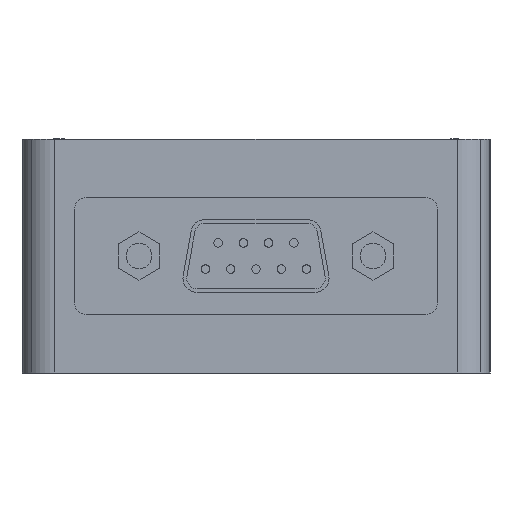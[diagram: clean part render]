
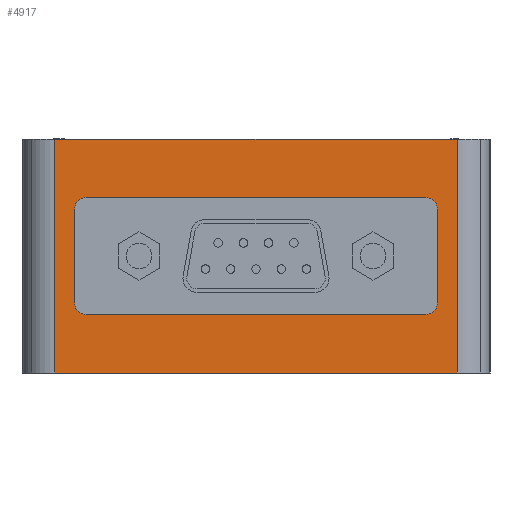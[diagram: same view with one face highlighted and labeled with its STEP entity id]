
A CAD part, left-side view. The second image highlights one B-rep face of the part: STEP entity #4917.
In plain terms, the highlighted planar face has unit normal (-1, 0, 0).
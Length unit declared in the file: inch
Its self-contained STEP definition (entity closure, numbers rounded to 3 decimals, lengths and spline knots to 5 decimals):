
#4102=CARTESIAN_POINT('',(0.,-0.76036,0.26464));
#4103=VERTEX_POINT('',#4102);
#4119=CARTESIAN_POINT('',(0.0,-0.725,0.25));
#4120=VERTEX_POINT('',#4119);
#4127=CARTESIAN_POINT('',(0.0,-0.725,0.3));
#4128=DIRECTION('',(1.0,0.,0.));
#4129=DIRECTION('',(0.,-0.707,-0.707));
#4130=AXIS2_PLACEMENT_3D('',#4127,#4128,#4129);
#4131=CIRCLE('',#4130,0.05);
#4132=EDGE_CURVE('',#4103,#4120,#4131,.T.);
#4144=CARTESIAN_POINT('',(0.,-0.76036,0.73536));
#4145=VERTEX_POINT('',#4144);
#4161=CARTESIAN_POINT('',(0.0,-0.775,0.7));
#4162=VERTEX_POINT('',#4161);
#4169=CARTESIAN_POINT('',(0.0,-0.725,0.7));
#4170=DIRECTION('',(1.,0.,0.));
#4171=DIRECTION('',(0.,-0.707,0.707));
#4172=AXIS2_PLACEMENT_3D('',#4169,#4170,#4171);
#4173=CIRCLE('',#4172,0.05);
#4174=EDGE_CURVE('',#4145,#4162,#4173,.T.);
#4186=CARTESIAN_POINT('',(0.,0.76036,0.26464));
#4187=VERTEX_POINT('',#4186);
#4203=CARTESIAN_POINT('',(0.0,0.775,0.3));
#4204=VERTEX_POINT('',#4203);
#4211=CARTESIAN_POINT('',(0.0,0.725,0.3));
#4212=DIRECTION('',(1.,0.,0.));
#4213=DIRECTION('',(0.,0.707,-0.707));
#4214=AXIS2_PLACEMENT_3D('',#4211,#4212,#4213);
#4215=CIRCLE('',#4214,0.05);
#4216=EDGE_CURVE('',#4187,#4204,#4215,.T.);
#4228=CARTESIAN_POINT('',(0.,0.76036,0.73536));
#4229=VERTEX_POINT('',#4228);
#4245=CARTESIAN_POINT('',(0.0,0.725,0.75));
#4246=VERTEX_POINT('',#4245);
#4253=CARTESIAN_POINT('',(0.0,0.725,0.7));
#4254=DIRECTION('',(1.0,0.,0.));
#4255=DIRECTION('',(0.,0.707,0.707));
#4256=AXIS2_PLACEMENT_3D('',#4253,#4254,#4255);
#4257=CIRCLE('',#4256,0.05);
#4258=EDGE_CURVE('',#4229,#4246,#4257,.T.);
#4269=CARTESIAN_POINT('',(0.0,0.775,0.7));
#4270=VERTEX_POINT('',#4269);
#4271=CARTESIAN_POINT('',(0.0,0.725,0.7));
#4272=DIRECTION('',(1.0,0.,0.));
#4273=DIRECTION('',(0.,0.707,0.707));
#4274=AXIS2_PLACEMENT_3D('',#4271,#4272,#4273);
#4275=CIRCLE('',#4274,0.05);
#4276=EDGE_CURVE('',#4270,#4229,#4275,.T.);
#4302=CARTESIAN_POINT('',(0.0,0.775,0.3));
#4303=DIRECTION('',(0.0,0.0,1.0));
#4304=VECTOR('',#4303,0.4);
#4305=LINE('',#4302,#4304);
#4306=EDGE_CURVE('',#4204,#4270,#4305,.T.);
#4324=CARTESIAN_POINT('',(0.0,0.725,0.25));
#4325=VERTEX_POINT('',#4324);
#4326=CARTESIAN_POINT('',(0.0,0.725,0.3));
#4327=DIRECTION('',(1.,0.,0.));
#4328=DIRECTION('',(0.,0.707,-0.707));
#4329=AXIS2_PLACEMENT_3D('',#4326,#4327,#4328);
#4330=CIRCLE('',#4329,0.05);
#4331=EDGE_CURVE('',#4325,#4187,#4330,.T.);
#4357=CARTESIAN_POINT('',(0.0,-0.725,0.75));
#4358=VERTEX_POINT('',#4357);
#4359=CARTESIAN_POINT('',(0.0,-0.725,0.7));
#4360=DIRECTION('',(1.,0.,0.));
#4361=DIRECTION('',(0.,-0.707,0.707));
#4362=AXIS2_PLACEMENT_3D('',#4359,#4360,#4361);
#4363=CIRCLE('',#4362,0.05);
#4364=EDGE_CURVE('',#4358,#4145,#4363,.T.);
#4434=CARTESIAN_POINT('',(0.0,-0.775,0.3));
#4435=VERTEX_POINT('',#4434);
#4442=CARTESIAN_POINT('',(0.0,-0.775,0.7));
#4443=DIRECTION('',(0.0,0.0,-1.0));
#4444=VECTOR('',#4443,0.4);
#4445=LINE('',#4442,#4444);
#4446=EDGE_CURVE('',#4162,#4435,#4445,.T.);
#4457=CARTESIAN_POINT('',(0.0,-0.725,0.3));
#4458=DIRECTION('',(1.0,0.,0.));
#4459=DIRECTION('',(0.,-0.707,-0.707));
#4460=AXIS2_PLACEMENT_3D('',#4457,#4458,#4459);
#4461=CIRCLE('',#4460,0.05);
#4462=EDGE_CURVE('',#4435,#4103,#4461,.T.);
#4475=CARTESIAN_POINT('',(0.0,-0.725,0.25));
#4476=DIRECTION('',(0.0,1.0,0.0));
#4477=VECTOR('',#4476,1.45);
#4478=LINE('',#4475,#4477);
#4479=EDGE_CURVE('',#4120,#4325,#4478,.T.);
#4494=CARTESIAN_POINT('',(0.0,0.725,0.75));
#4495=DIRECTION('',(0.0,-1.0,0.0));
#4496=VECTOR('',#4495,1.45);
#4497=LINE('',#4494,#4496);
#4498=EDGE_CURVE('',#4246,#4358,#4497,.T.);
#4749=CARTESIAN_POINT('',(0.0,-0.86,1.0));
#4750=VERTEX_POINT('',#4749);
#4758=CARTESIAN_POINT('',(0.0,-0.86,0.0));
#4759=VERTEX_POINT('',#4758);
#4760=CARTESIAN_POINT('',(0.0,-0.86,1.0));
#4761=DIRECTION('',(0.0,0.0,-1.0));
#4762=VECTOR('',#4761,1.0);
#4763=LINE('',#4760,#4762);
#4764=EDGE_CURVE('',#4750,#4759,#4763,.T.);
#4782=CARTESIAN_POINT('',(0.0,0.86,0.0));
#4783=VERTEX_POINT('',#4782);
#4784=CARTESIAN_POINT('',(0.0,0.86,0.0));
#4785=DIRECTION('',(0.0,-1.0,0.0));
#4786=VECTOR('',#4785,1.72);
#4787=LINE('',#4784,#4786);
#4788=EDGE_CURVE('',#4783,#4759,#4787,.T.);
#4880=CARTESIAN_POINT('',(0.0,0.0,0.5));
#4881=DIRECTION('',(1.0,0.0,0.0));
#4882=DIRECTION('',(0.0,0.0,-1.0));
#4883=AXIS2_PLACEMENT_3D('',#4880,#4881,#4882);
#4884=PLANE('',#4883);
#4885=ORIENTED_EDGE('',*,*,#4764,.F.);
#4886=CARTESIAN_POINT('',(0.0,0.86,1.0));
#4887=VERTEX_POINT('',#4886);
#4888=CARTESIAN_POINT('',(0.0,-0.86,1.0));
#4889=DIRECTION('',(0.0,1.0,0.0));
#4890=VECTOR('',#4889,1.72);
#4891=LINE('',#4888,#4890);
#4892=EDGE_CURVE('',#4750,#4887,#4891,.T.);
#4893=ORIENTED_EDGE('',*,*,#4892,.T.);
#4894=CARTESIAN_POINT('',(0.0,0.86,0.0));
#4895=DIRECTION('',(0.0,0.0,1.0));
#4896=VECTOR('',#4895,1.0);
#4897=LINE('',#4894,#4896);
#4898=EDGE_CURVE('',#4783,#4887,#4897,.T.);
#4899=ORIENTED_EDGE('',*,*,#4898,.F.);
#4900=ORIENTED_EDGE('',*,*,#4788,.T.);
#4901=EDGE_LOOP('',(#4885,#4893,#4899,#4900));
#4902=FACE_OUTER_BOUND('',#4901,.T.);
#4903=ORIENTED_EDGE('',*,*,#4364,.T.);
#4904=ORIENTED_EDGE('',*,*,#4174,.T.);
#4905=ORIENTED_EDGE('',*,*,#4446,.T.);
#4906=ORIENTED_EDGE('',*,*,#4462,.T.);
#4907=ORIENTED_EDGE('',*,*,#4132,.T.);
#4908=ORIENTED_EDGE('',*,*,#4479,.T.);
#4909=ORIENTED_EDGE('',*,*,#4331,.T.);
#4910=ORIENTED_EDGE('',*,*,#4216,.T.);
#4911=ORIENTED_EDGE('',*,*,#4306,.T.);
#4912=ORIENTED_EDGE('',*,*,#4276,.T.);
#4913=ORIENTED_EDGE('',*,*,#4258,.T.);
#4914=ORIENTED_EDGE('',*,*,#4498,.T.);
#4915=EDGE_LOOP('',(#4903,#4904,#4905,#4906,#4907,#4908,#4909,#4910,#4911,#4912,#4913,#4914));
#4916=FACE_BOUND('',#4915,.T.);
#4917=ADVANCED_FACE('',(#4902,#4916),#4884,.F.);
